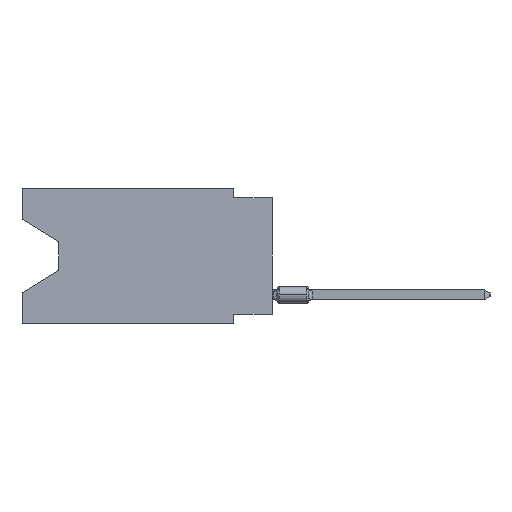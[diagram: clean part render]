
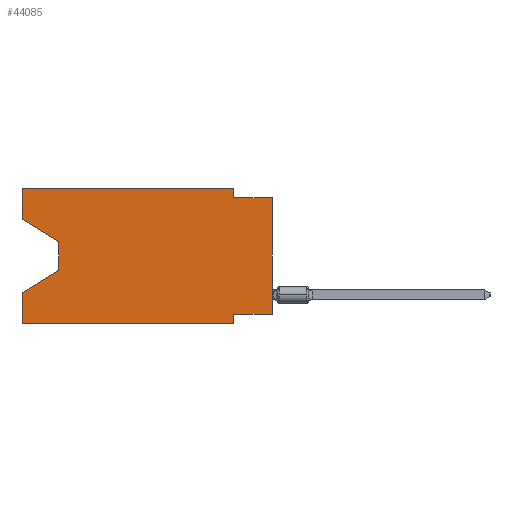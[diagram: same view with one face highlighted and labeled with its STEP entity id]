
A CAD part, left-side view. The second image highlights one B-rep face of the part: STEP entity #44085.
In plain terms, the highlighted planar face has unit normal (-1, 0, 0).
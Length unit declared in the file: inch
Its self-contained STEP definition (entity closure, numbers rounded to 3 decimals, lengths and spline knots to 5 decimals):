
#726 = CARTESIAN_POINT ( 'NONE',  ( 0., 0., -0.025 ) ) ;
#880 = VECTOR ( 'NONE', #44942, 39.37008 ) ;
#1134 = LINE ( 'NONE', #11644, #22989 ) ;
#1360 = VERTEX_POINT ( 'NONE', #36486 ) ;
#2042 = DIRECTION ( 'NONE',  ( 0., 1., 0. ) ) ;
#3465 = DIRECTION ( 'NONE',  ( 0., 0., -1. ) ) ;
#3702 = ORIENTED_EDGE ( 'NONE', *, *, #42307, .T. ) ;
#3813 = VECTOR ( 'NONE', #32197, 39.37008 ) ;
#5386 = VERTEX_POINT ( 'NONE', #41445 ) ;
#6038 = VERTEX_POINT ( 'NONE', #14016 ) ;
#6460 = CARTESIAN_POINT ( 'NONE',  ( 0., 0.645, -0.26975 ) ) ;
#6650 = CARTESIAN_POINT ( 'NONE',  ( 0., 0.645, -0.35 ) ) ;
#8793 = ORIENTED_EDGE ( 'NONE', *, *, #40952, .F. ) ;
#8918 = VECTOR ( 'NONE', #43317, 39.37008 ) ;
#9415 = EDGE_CURVE ( 'NONE', #5386, #33327, #52062, .T. ) ;
#10445 = DIRECTION ( 'NONE',  ( 0., -1., 0. ) ) ;
#11324 = VERTEX_POINT ( 'NONE', #54015 ) ;
#11644 = CARTESIAN_POINT ( 'NONE',  ( 0., 0.645, 0. ) ) ;
#14016 = CARTESIAN_POINT ( 'NONE',  ( 0., 0.1, 0. ) ) ;
#14679 = VECTOR ( 'NONE', #67222, 39.37008 ) ;
#16934 = VERTEX_POINT ( 'NONE', #6650 ) ;
#21056 = LINE ( 'NONE', #46940, #23796 ) ;
#22885 = ORIENTED_EDGE ( 'NONE', *, *, #44806, .F. ) ;
#22920 = VECTOR ( 'NONE', #2042, 39.37008 ) ;
#22989 = VECTOR ( 'NONE', #32600, 39.37008 ) ;
#23179 = DIRECTION ( 'NONE',  ( 0., 0., -1. ) ) ;
#23796 = VECTOR ( 'NONE', #26644, 39.37008 ) ;
#24082 = EDGE_CURVE ( 'NONE', #65493, #1360, #63928, .T. ) ;
#24213 = VECTOR ( 'NONE', #3465, 39.37008 ) ;
#26644 = DIRECTION ( 'NONE',  ( 0., 0., -1. ) ) ;
#27312 = LINE ( 'NONE', #726, #3813 ) ;
#29251 = PLANE ( 'NONE',  #35978 ) ;
#29594 = ORIENTED_EDGE ( 'NONE', *, *, #43167, .F. ) ;
#29660 = CARTESIAN_POINT ( 'NONE',  ( 0., 0.1, -0.025 ) ) ;
#29718 = LINE ( 'NONE', #35954, #24213 ) ;
#30290 = ORIENTED_EDGE ( 'NONE', *, *, #9415, .T. ) ;
#30881 = ORIENTED_EDGE ( 'NONE', *, *, #47640, .F. ) ;
#32197 = DIRECTION ( 'NONE',  ( 0., -1., 0. ) ) ;
#32600 = DIRECTION ( 'NONE',  ( 0., -1., 0. ) ) ;
#33327 = VERTEX_POINT ( 'NONE', #6460 ) ;
#34010 = EDGE_LOOP ( 'NONE', ( #65958, #3702, #30290, #22885, #46554, #36911, #8793, #49383, #30881, #52805, #50228, #29594 ) ) ;
#34963 = EDGE_CURVE ( 'NONE', #11324, #6038, #1134, .T. ) ;
#35160 = EDGE_CURVE ( 'NONE', #6038, #50622, #60941, .T. ) ;
#35917 = CARTESIAN_POINT ( 'NONE',  ( 0., 0.55, -0.212 ) ) ;
#35954 = CARTESIAN_POINT ( 'NONE',  ( 0., 0.55, -0.138 ) ) ;
#35978 = AXIS2_PLACEMENT_3D ( 'NONE', #61783, #50607, #67378 ) ;
#36486 = CARTESIAN_POINT ( 'NONE',  ( 0., 0.55, -0.138 ) ) ;
#36856 = VERTEX_POINT ( 'NONE', #55756 ) ;
#36911 = ORIENTED_EDGE ( 'NONE', *, *, #57668, .F. ) ;
#37020 = LINE ( 'NONE', #58354, #46379 ) ;
#37493 = CARTESIAN_POINT ( 'NONE',  ( 0., 0.1, -0.325 ) ) ;
#37703 = CARTESIAN_POINT ( 'NONE',  ( 0., 0.645, -0.08025 ) ) ;
#39241 = CARTESIAN_POINT ( 'NONE',  ( 0., 0.1, 0. ) ) ;
#39243 = DIRECTION ( 'NONE',  ( 0., 0., 1. ) ) ;
#39350 = CARTESIAN_POINT ( 'NONE',  ( 0., 0., 0. ) ) ;
#40952 = EDGE_CURVE ( 'NONE', #36856, #66304, #49981, .T. ) ;
#41445 = CARTESIAN_POINT ( 'NONE',  ( 0., 0.55, -0.212 ) ) ;
#42307 = EDGE_CURVE ( 'NONE', #1360, #5386, #29718, .T. ) ;
#43167 = EDGE_CURVE ( 'NONE', #65493, #11324, #63357, .T. ) ;
#43317 = DIRECTION ( 'NONE',  ( 0., -0.855, -0.519 ) ) ;
#44085 = ADVANCED_FACE ( 'NONE', ( #55845 ), #29251, .F. ) ;
#44806 = EDGE_CURVE ( 'NONE', #16934, #33327, #51479, .T. ) ;
#44942 = DIRECTION ( 'NONE',  ( 0., 0., 1. ) ) ;
#46114 = DIRECTION ( 'NONE',  ( 0., 0.855, -0.519 ) ) ;
#46379 = VECTOR ( 'NONE', #10445, 39.37008 ) ;
#46554 = ORIENTED_EDGE ( 'NONE', *, *, #61331, .T. ) ;
#46940 = CARTESIAN_POINT ( 'NONE',  ( 0., 0.1, -0.35 ) ) ;
#47110 = CARTESIAN_POINT ( 'NONE',  ( 0., 0.645, -0.08025 ) ) ;
#47640 = EDGE_CURVE ( 'NONE', #50622, #51170, #27312, .T. ) ;
#48472 = VECTOR ( 'NONE', #39243, 39.37008 ) ;
#49162 = VERTEX_POINT ( 'NONE', #68522 ) ;
#49345 = VECTOR ( 'NONE', #46114, 39.37008 ) ;
#49383 = ORIENTED_EDGE ( 'NONE', *, *, #64505, .T. ) ;
#49779 = CARTESIAN_POINT ( 'NONE',  ( 0., 0., -0.025 ) ) ;
#49981 = LINE ( 'NONE', #66044, #22920 ) ;
#50101 = CARTESIAN_POINT ( 'NONE',  ( 0., 0.645, 0. ) ) ;
#50228 = ORIENTED_EDGE ( 'NONE', *, *, #34963, .F. ) ;
#50607 = DIRECTION ( 'NONE',  ( 1., 0., 0. ) ) ;
#50622 = VERTEX_POINT ( 'NONE', #29660 ) ;
#51170 = VERTEX_POINT ( 'NONE', #49779 ) ;
#51479 = LINE ( 'NONE', #50101, #48472 ) ;
#52062 = LINE ( 'NONE', #35917, #49345 ) ;
#52805 = ORIENTED_EDGE ( 'NONE', *, *, #35160, .F. ) ;
#54015 = CARTESIAN_POINT ( 'NONE',  ( 0., 0.645, 0. ) ) ;
#55756 = CARTESIAN_POINT ( 'NONE',  ( 0., 0., -0.325 ) ) ;
#55845 = FACE_OUTER_BOUND ( 'NONE', #34010, .T. ) ;
#57668 = EDGE_CURVE ( 'NONE', #66304, #49162, #21056, .T. ) ;
#57768 = CARTESIAN_POINT ( 'NONE',  ( 0., 0.645, 0. ) ) ;
#58354 = CARTESIAN_POINT ( 'NONE',  ( 0., 0.645, -0.35 ) ) ;
#59833 = VECTOR ( 'NONE', #23179, 39.37008 ) ;
#60356 = LINE ( 'NONE', #39350, #880 ) ;
#60941 = LINE ( 'NONE', #39241, #59833 ) ;
#61331 = EDGE_CURVE ( 'NONE', #16934, #49162, #37020, .T. ) ;
#61783 = CARTESIAN_POINT ( 'NONE',  ( 0., 0.645, 0. ) ) ;
#63357 = LINE ( 'NONE', #57768, #14679 ) ;
#63928 = LINE ( 'NONE', #37703, #8918 ) ;
#64505 = EDGE_CURVE ( 'NONE', #36856, #51170, #60356, .T. ) ;
#65493 = VERTEX_POINT ( 'NONE', #47110 ) ;
#65958 = ORIENTED_EDGE ( 'NONE', *, *, #24082, .T. ) ;
#66044 = CARTESIAN_POINT ( 'NONE',  ( 0., 0., -0.325 ) ) ;
#66304 = VERTEX_POINT ( 'NONE', #37493 ) ;
#67222 = DIRECTION ( 'NONE',  ( 0., 0., 1. ) ) ;
#67378 = DIRECTION ( 'NONE',  ( 0., 0., -1. ) ) ;
#68522 = CARTESIAN_POINT ( 'NONE',  ( 0., 0.1, -0.35 ) ) ;
